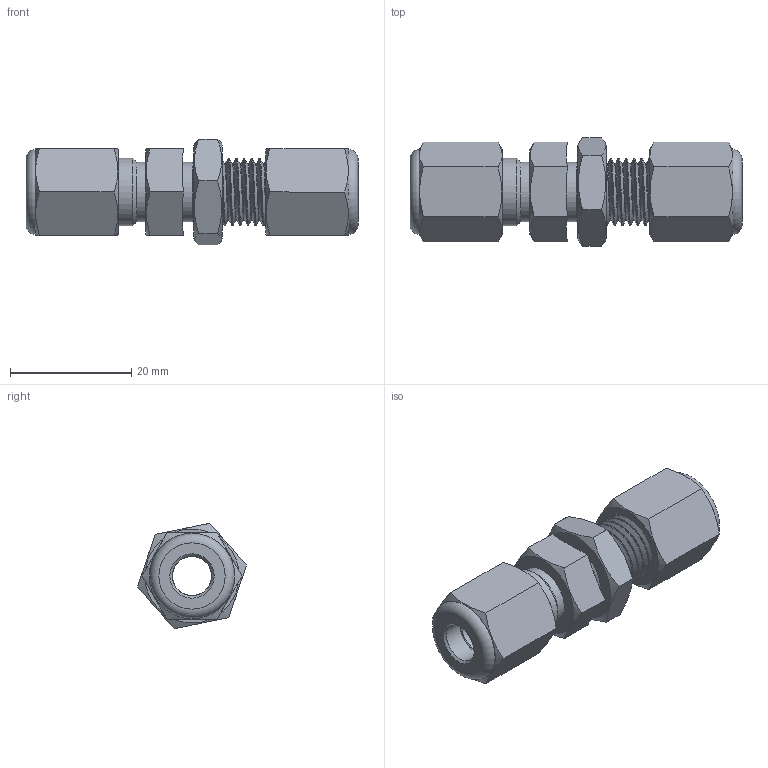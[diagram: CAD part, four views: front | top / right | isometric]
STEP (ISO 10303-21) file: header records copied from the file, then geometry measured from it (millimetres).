
FILE_DESCRIPTION((''),'2;1');
FILE_NAME('305159-EBU4T Bulkheat external union.stp','2013-08-26T09:57:16',('Franzp'),(''),'Autodesk Inventor 2013','Autodesk Inventor 2013','');
FILE_SCHEMA(('AUTOMOTIVE_DESIGN { 1 0 10303 214 1 1 1 1 }'));
Length unit declared in the file: millimetre
Products named in the file (3): 3151a59; 315159; 310536
Assembly tree (2 placements, depth 2):
  3151a59
    315159
    310536
Bounding box: 54.81 x 17.96 x 17.38 mm (x, y, z)
Volume: 646.4 mm3; surface area: 5762.4 mm2
Topology: 1 solids, 12 shells, 73 faces, 189 edges, 122 vertices
Faces by surface type: plane 32, cone 18, cylinder 16, bspline 5, torus 2
Full cylindrical faces by diameter (mm): 6.452 x2, 6.55 x2, 9.229 x2, 9.728 x1, 9.78 x2, 11.113 x1
Entity records: 7448 total; most frequent: CARTESIAN_POINT 5799, DIRECTION 292, ORIENTED_EDGE 272, EDGE_CURVE 153, AXIS2_PLACEMENT_3D 131, VERTEX_POINT 116, EDGE_LOOP 111, FACE_OUTER_BOUND 73
